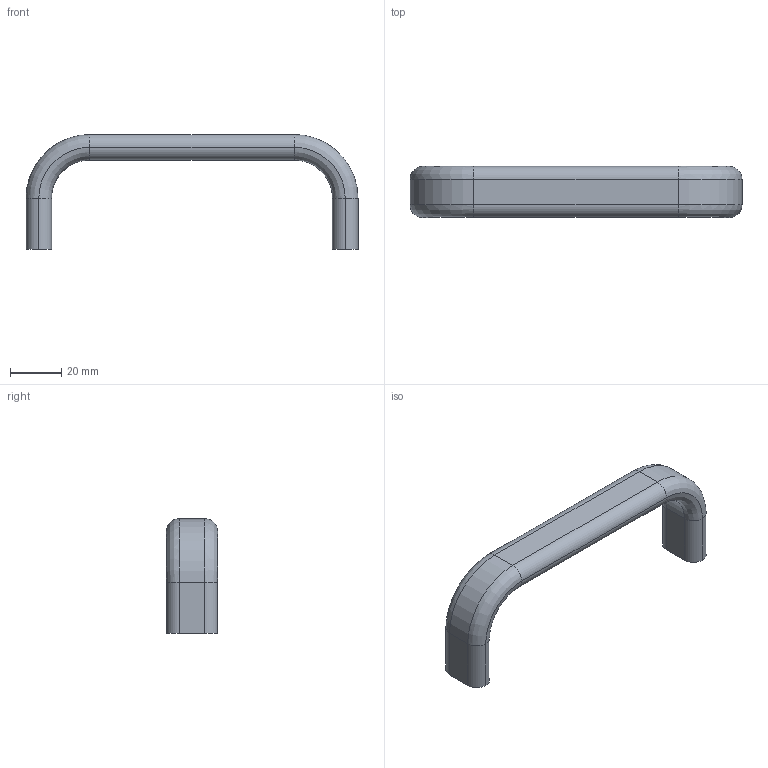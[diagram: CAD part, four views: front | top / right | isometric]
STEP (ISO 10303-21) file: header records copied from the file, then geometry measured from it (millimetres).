
FILE_DESCRIPTION(('STEP AP203'),'2;1');
FILE_NAME('15.322.00.stp','2011-03-21T15:56:02',(''),(''),'2009.3.110','THINKDESIGN','');
FILE_SCHEMA(('CONFIG_CONTROL_DESIGN'));
Length unit declared in the file: millimetre
Bounding box: 130 x 20 x 45 mm (x, y, z)
Volume: 32165 mm3; surface area: 10207.8 mm2
Topology: 1 solids, 1 shells, 36 faces, 80 edges, 46 vertices
Faces by surface type: cylinder 18, bspline 10, plane 8
Full cylindrical faces by diameter (mm): 4.2 x2
Entity records: 1741 total; most frequent: CARTESIAN_POINT 858, DIRECTION 174, ORIENTED_EDGE 156, EDGE_CURVE 78, AXIS2_PLACEMENT_3D 70, VERTEX_POINT 46, CIRCLE 44, EDGE_LOOP 38
